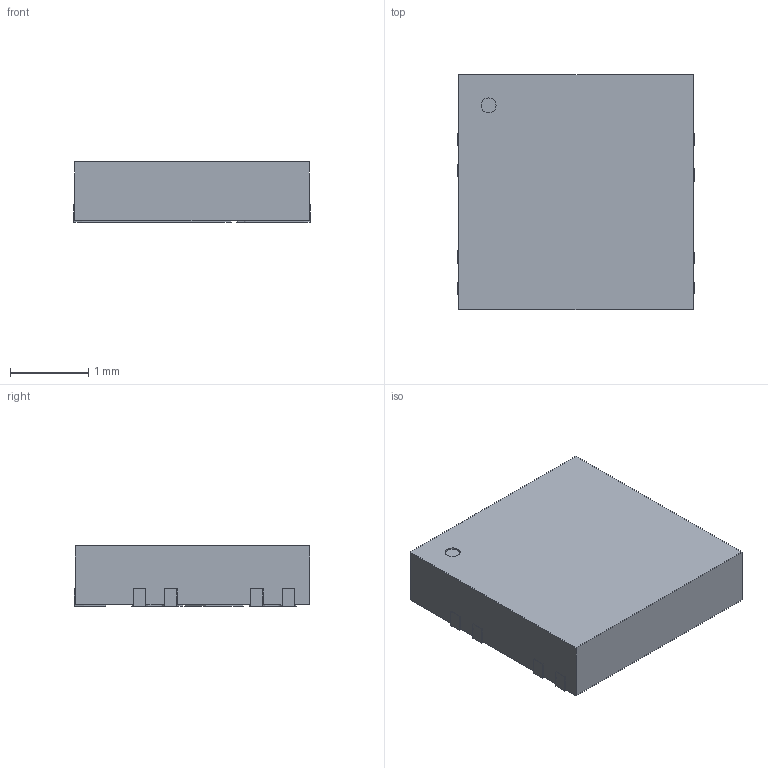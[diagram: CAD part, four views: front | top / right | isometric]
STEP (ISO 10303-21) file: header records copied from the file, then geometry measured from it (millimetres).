
FILE_DESCRIPTION (( 'STEP AP214' ), '1' );
FILE_NAME ('QFN-12_L3.0-W3.0-P0.45-TL-EP.STEP', '2021-12-23T01:29:18', ( '' ), ( '' ), 'SwSTEP 2.0', 'SolidWorks 2020', '' );
FILE_SCHEMA (( 'AUTOMOTIVE_DESIGN' ));
Length unit declared in the file: millimetre
Products named in the file (1): QFN-12_L3.0-W3.0-P0.45-TL-EP
Bounding box: 3.02 x 3.01 x 0.77 mm (x, y, z)
Volume: 6.8 mm3; surface area: 27.7 mm2
Topology: 1 solids, 1 shells, 218 faces, 621 edges, 414 vertices
Faces by surface type: plane 176, cylinder 26, bspline 16
Entity records: 9702 total; most frequent: CARTESIAN_POINT 2310, ORIENTED_EDGE 1242, DIRECTION 1047, EDGE_CURVE 621, VECTOR 537, LINE 537, VERTEX_POINT 414, AXIS2_PLACEMENT_3D 255
